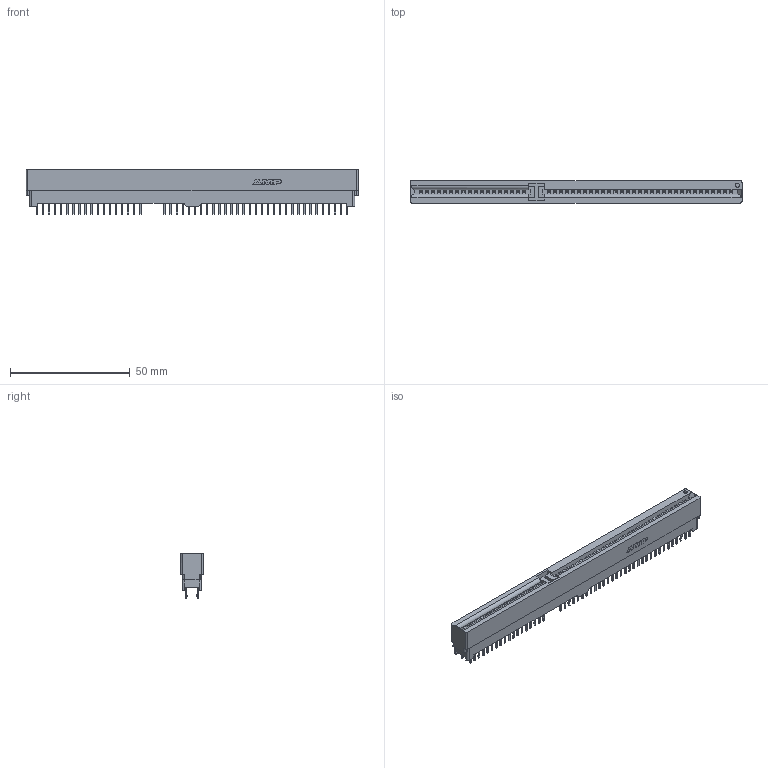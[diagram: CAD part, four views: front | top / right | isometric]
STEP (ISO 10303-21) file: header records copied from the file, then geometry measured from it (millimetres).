
FILE_DESCRIPTION((''),'2;1');
FILE_NAME('C-5645169-2','2011-08-05T',('workeradm'),('Tyco Electronics Ltd.'),'PRO/ENGINEER BY PARAMETRIC TECHNOLOGY CORPORATION, 2010430','PRO/ENGINEER BY PARAMETRIC TECHNOLOGY CORPORATION, 2010430','');
FILE_SCHEMA(('AUTOMOTIVE_DESIGN { 1 0 10303 214 1 1 1 1 }'));
Length unit declared in the file: millimetre
Products named in the file (1): C-5645169-2
Bounding box: 138.68 x 9.47 x 18.67 mm (x, y, z)
Volume: 15345.6 mm3; surface area: 10607.9 mm2
Topology: 1 solids, 1 shells, 1334 faces, 3645 edges, 2428 vertices
Faces by surface type: plane 1086, cylinder 246, extrusion 2
Entity records: 42470 total; most frequent: CARTESIAN_POINT 7483, ORIENTED_EDGE 7290, DIRECTION 6792, EDGE_CURVE 3645, VECTOR 3144, LINE 3142, VERTEX_POINT 2428, AXIS2_PLACEMENT_3D 1824
